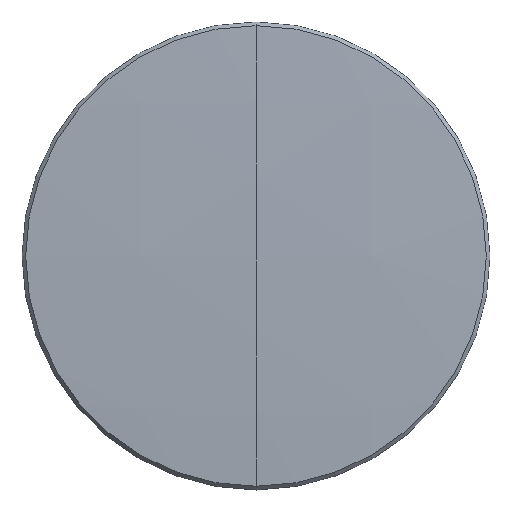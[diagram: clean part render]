
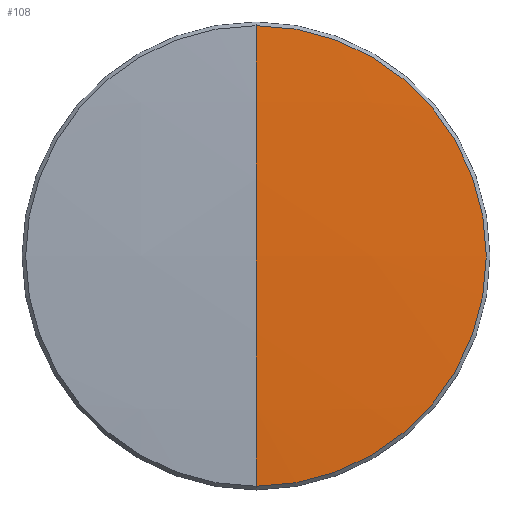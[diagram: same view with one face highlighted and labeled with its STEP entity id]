
A CAD part, top view. The second image highlights one B-rep face of the part: STEP entity #108.
In plain terms, the highlighted spherical face has radius 216.94 mm.
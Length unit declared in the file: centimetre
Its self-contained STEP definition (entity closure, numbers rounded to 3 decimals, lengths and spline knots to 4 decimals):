
#19 = CARTESIAN_POINT ( 'NONE',  ( 0., 0., 0.1185 ) ) ;
#24 = CARTESIAN_POINT ( 'NONE',  ( 0., 0., 0.0825 ) ) ;
#32 = AXIS2_PLACEMENT_3D ( 'NONE', #134, #153, #127 ) ;
#45 = CIRCLE ( 'NONE', #225, 21.694 ) ;
#47 = DIRECTION ( 'NONE',  ( 0., 1., 0. ) ) ;
#50 = CARTESIAN_POINT ( 'NONE',  ( 0., 0., -21.5755 ) ) ;
#71 = CARTESIAN_POINT ( 'NONE',  ( 0., -1.25, 0.0825 ) ) ;
#94 = CIRCLE ( 'NONE', #146, 1.25 ) ;
#99 = CARTESIAN_POINT ( 'NONE',  ( 0., 0., -21.5755 ) ) ;
#108 = ADVANCED_FACE ( 'NONE', ( #274 ), #217, .T. ) ;
#110 = CIRCLE ( 'NONE', #115, 21.694 ) ;
#115 = AXIS2_PLACEMENT_3D ( 'NONE', #50, #256, #300 ) ;
#122 = VERTEX_POINT ( 'NONE', #19 ) ;
#127 = DIRECTION ( 'NONE',  ( 0., 1., 0. ) ) ;
#134 = CARTESIAN_POINT ( 'NONE',  ( 0., 0., -21.5755 ) ) ;
#137 = ORIENTED_EDGE ( 'NONE', *, *, #163, .T. ) ;
#146 = AXIS2_PLACEMENT_3D ( 'NONE', #24, #255, #47 ) ;
#153 = DIRECTION ( 'NONE',  ( 1., 0., 0. ) ) ;
#163 = EDGE_CURVE ( 'NONE', #122, #239, #110, .T. ) ;
#187 = EDGE_CURVE ( 'NONE', #239, #266, #94, .T. ) ;
#212 = ORIENTED_EDGE ( 'NONE', *, *, #259, .F. ) ;
#217 = SPHERICAL_SURFACE ( 'NONE', #32, 21.694 ) ;
#225 = AXIS2_PLACEMENT_3D ( 'NONE', #99, #280, #282 ) ;
#239 = VERTEX_POINT ( 'NONE', #71 ) ;
#255 = DIRECTION ( 'NONE',  ( 0., 0., 1. ) ) ;
#256 = DIRECTION ( 'NONE',  ( 1., 0., 0. ) ) ;
#259 = EDGE_CURVE ( 'NONE', #122, #266, #45, .T. ) ;
#265 = EDGE_LOOP ( 'NONE', ( #212, #137, #283 ) ) ;
#266 = VERTEX_POINT ( 'NONE', #285 ) ;
#274 = FACE_OUTER_BOUND ( 'NONE', #265, .T. ) ;
#280 = DIRECTION ( 'NONE',  ( -1., 0., 0. ) ) ;
#282 = DIRECTION ( 'NONE',  ( 0., 0., 1. ) ) ;
#283 = ORIENTED_EDGE ( 'NONE', *, *, #187, .T. ) ;
#285 = CARTESIAN_POINT ( 'NONE',  ( 0., 1.25, 0.0825 ) ) ;
#300 = DIRECTION ( 'NONE',  ( 0., 1., 0. ) ) ;
